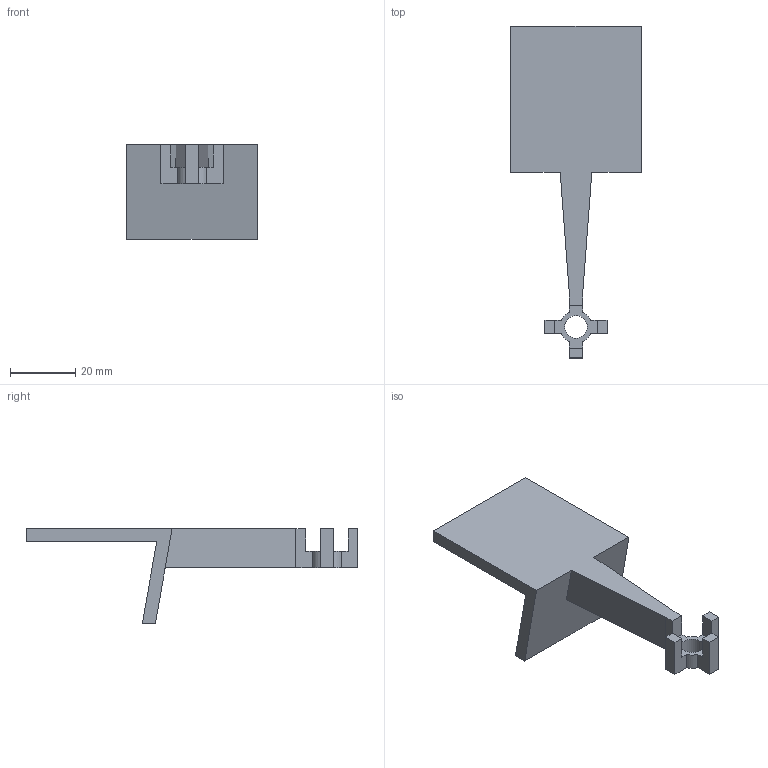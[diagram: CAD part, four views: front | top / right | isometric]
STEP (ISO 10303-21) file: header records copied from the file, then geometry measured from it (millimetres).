
FILE_DESCRIPTION(('FreeCAD Model'),'2;1');
FILE_NAME('Open CASCADE Shape Model','2024-04-21T21:51:32',('Author'),( ''),'Open CASCADE STEP processor 7.6','FreeCAD','Unknown');
FILE_SCHEMA(('AUTOMOTIVE_DESIGN { 1 0 10303 214 1 1 1 1 }'));
Length unit declared in the file: millimetre
Products named in the file (1): Body
Bounding box: 40 x 101.59 x 29 mm (x, y, z)
Volume: 15232.5 mm3; surface area: 8845.4 mm2
Topology: 1 solids, 1 shells, 35 faces, 99 edges, 66 vertices
Faces by surface type: plane 30, cylinder 5
Full cylindrical faces by diameter (mm): 7 x1
Entity records: 1149 total; most frequent: CARTESIAN_POINT 201, ORIENTED_EDGE 198, DIRECTION 181, EDGE_CURVE 99, LINE 89, VECTOR 89, VERTEX_POINT 66, AXIS2_PLACEMENT_3D 46
